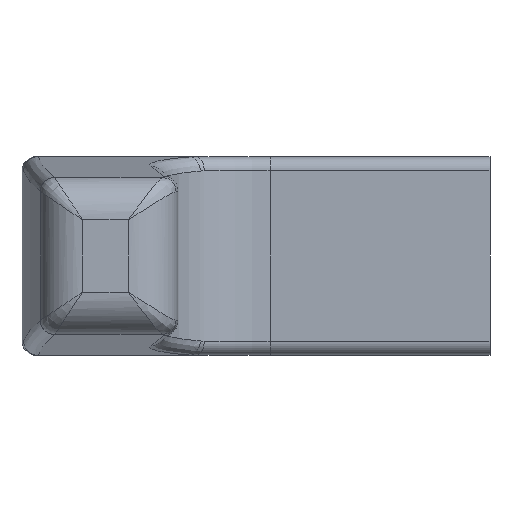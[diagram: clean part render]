
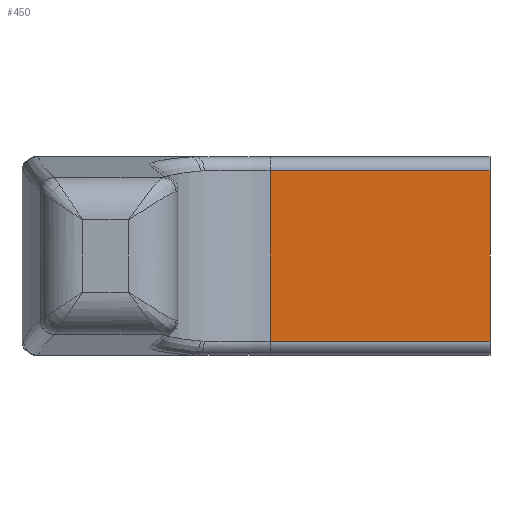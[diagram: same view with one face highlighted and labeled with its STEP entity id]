
A CAD part, left-side view. The second image highlights one B-rep face of the part: STEP entity #450.
In plain terms, the highlighted planar face has unit normal (-1, 0, 0).
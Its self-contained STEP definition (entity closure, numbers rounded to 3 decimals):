
#450=ADVANCED_FACE('',(#1240),#1241,.T.);
#458=VERTEX_POINT('',#1250);
#490=EDGE_CURVE('',#584,#924,#1284,.T.);
#502=VERTEX_POINT('',#1297);
#524=EDGE_CURVE('',#458,#502,#1319,.T.);
#584=VERTEX_POINT('',#1386);
#622=EDGE_CURVE('',#502,#584,#1429,.T.);
#916=EDGE_CURVE('',#458,#924,#1751,.T.);
#924=VERTEX_POINT('',#1760);
#1240=FACE_OUTER_BOUND('',#2206,.T.);
#1241=PLANE('',#2207);
#1250=CARTESIAN_POINT('',(-7.,0.0,6.0));
#1284=LINE('',#2271,#2272);
#1297=CARTESIAN_POINT('',(-7.,15.5,6.0));
#1319=LINE('',#2401,#2402);
#1386=CARTESIAN_POINT('',(-7.,15.5,-6.0));
#1429=LINE('',#2846,#2847);
#1751=LINE('',#5319,#5320);
#1760=CARTESIAN_POINT('',(-7.,0.0,-6.0));
#2206=EDGE_LOOP('',(#9574,#9575,#9576,#9577));
#2207=AXIS2_PLACEMENT_3D('',#9578,#9579,#9580);
#2271=CARTESIAN_POINT('',(-7.,0.,-6.0));
#2272=VECTOR('',#9617,1000.0);
#2401=CARTESIAN_POINT('',(-7.,0.,6.0));
#2402=VECTOR('',#9633,1000.0);
#2846=CARTESIAN_POINT('',(-7.,15.5,-7.0));
#2847=VECTOR('',#9754,1000.0);
#5319=CARTESIAN_POINT('',(-7.,0.0,-7.0));
#5320=VECTOR('',#10077,1000.0);
#9574=ORIENTED_EDGE('',*,*,#916,.F.);
#9575=ORIENTED_EDGE('',*,*,#524,.T.);
#9576=ORIENTED_EDGE('',*,*,#622,.T.);
#9577=ORIENTED_EDGE('',*,*,#490,.T.);
#9578=CARTESIAN_POINT('',(-7.,0.,-7.0));
#9579=DIRECTION('',(-1.0,0.0,0.0));
#9580=DIRECTION('',(0.0,0.0,1.0));
#9617=DIRECTION('',(0.0,-1.0,0.0));
#9633=DIRECTION('',(0.0,1.0,0.0));
#9754=DIRECTION('',(0.0,0.0,-1.0));
#10077=DIRECTION('',(0.0,0.0,-1.0));
